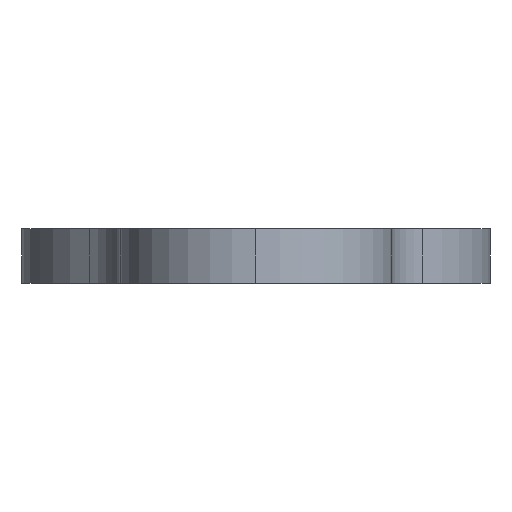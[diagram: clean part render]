
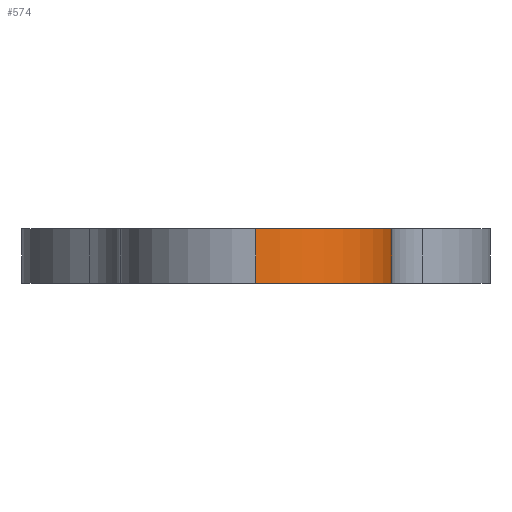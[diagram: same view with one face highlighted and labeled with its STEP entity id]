
A CAD part, left-side view. The second image highlights one B-rep face of the part: STEP entity #574.
In plain terms, the highlighted cylindrical face has radius 10 mm (diameter 20 mm), a partial arc.
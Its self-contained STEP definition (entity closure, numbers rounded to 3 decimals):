
#70 = CARTESIAN_POINT ( 'NONE',  ( -70., 0., 4. ) ) ;
#71 = EDGE_LOOP ( 'NONE', ( #292, #236, #96, #655 ) ) ;
#96 = ORIENTED_EDGE ( 'NONE', *, *, #224, .T. ) ;
#101 = CIRCLE ( 'NONE', #827, 10. ) ;
#178 = DIRECTION ( 'NONE',  ( 0., 0., -1. ) ) ;
#186 = DIRECTION ( 'NONE',  ( -1., 0., 0. ) ) ;
#202 = AXIS2_PLACEMENT_3D ( 'NONE', #255, #916, #186 ) ;
#205 = DIRECTION ( 'NONE',  ( 0., 0., -1. ) ) ;
#208 = VERTEX_POINT ( 'NONE', #764 ) ;
#224 = EDGE_CURVE ( 'NONE', #1051, #626, #101, .T. ) ;
#225 = EDGE_CURVE ( 'NONE', #741, #1051, #502, .T. ) ;
#226 = DIRECTION ( 'NONE',  ( 0., 0., 1. ) ) ;
#236 = ORIENTED_EDGE ( 'NONE', *, *, #225, .T. ) ;
#253 = DIRECTION ( 'NONE',  ( 0., 0., 1. ) ) ;
#255 = CARTESIAN_POINT ( 'NONE',  ( -70., 0., 4. ) ) ;
#292 = ORIENTED_EDGE ( 'NONE', *, *, #1025, .F. ) ;
#367 = CARTESIAN_POINT ( 'NONE',  ( -80., 0., 4. ) ) ;
#496 = CARTESIAN_POINT ( 'NONE',  ( -80., 0., 4. ) ) ;
#502 = LINE ( 'NONE', #496, #690 ) ;
#513 = LINE ( 'NONE', #518, #861 ) ;
#518 = CARTESIAN_POINT ( 'NONE',  ( -70., -10., 4. ) ) ;
#574 = ADVANCED_FACE ( 'NONE', ( #983 ), #590, .T. ) ;
#577 = DIRECTION ( 'NONE',  ( 1., 0., 0. ) ) ;
#590 = CYLINDRICAL_SURFACE ( 'NONE', #202, 10. ) ;
#616 = AXIS2_PLACEMENT_3D ( 'NONE', #70, #226, #802 ) ;
#626 = VERTEX_POINT ( 'NONE', #940 ) ;
#655 = ORIENTED_EDGE ( 'NONE', *, *, #672, .F. ) ;
#672 = EDGE_CURVE ( 'NONE', #208, #626, #513, .T. ) ;
#690 = VECTOR ( 'NONE', #178, 1000. ) ;
#741 = VERTEX_POINT ( 'NONE', #367 ) ;
#764 = CARTESIAN_POINT ( 'NONE',  ( -70., -10., 4. ) ) ;
#802 = DIRECTION ( 'NONE',  ( 1., 0., 0. ) ) ;
#827 = AXIS2_PLACEMENT_3D ( 'NONE', #980, #253, #577 ) ;
#861 = VECTOR ( 'NONE', #205, 1000. ) ;
#875 = CARTESIAN_POINT ( 'NONE',  ( -80., 0., 0. ) ) ;
#916 = DIRECTION ( 'NONE',  ( 0., 0., -1. ) ) ;
#940 = CARTESIAN_POINT ( 'NONE',  ( -70., -10., 0. ) ) ;
#980 = CARTESIAN_POINT ( 'NONE',  ( -70., 0., 0. ) ) ;
#983 = FACE_OUTER_BOUND ( 'NONE', #71, .T. ) ;
#1022 = CIRCLE ( 'NONE', #616, 10. ) ;
#1025 = EDGE_CURVE ( 'NONE', #741, #208, #1022, .T. ) ;
#1051 = VERTEX_POINT ( 'NONE', #875 ) ;
